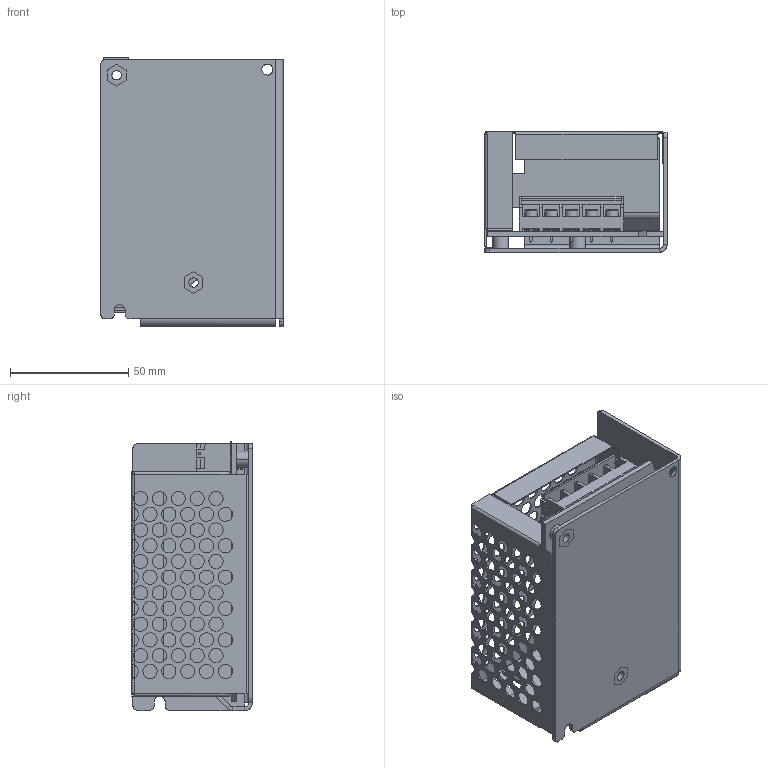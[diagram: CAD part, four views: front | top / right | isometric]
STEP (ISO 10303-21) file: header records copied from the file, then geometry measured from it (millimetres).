
FILE_DESCRIPTION(('FreeCAD Model'),'2;1');
FILE_NAME('Open CASCADE Shape Model','2025-04-30T08:41:01',('FreeCAD'),( 'FreeCAD'),'Open CASCADE STEP processor 7.6','FreeCAD','Unknown');
FILE_SCHEMA(('AUTOMOTIVE_DESIGN { 1 0 10303 214 1 1 1 1 }'));
Length unit declared in the file: millimetre
Products named in the file (1): Open CASCADE STEP translator 7.6 1
Bounding box: 77.16 x 51.08 x 113.93 mm (x, y, z)
Volume: 55634.3 mm3; surface area: 80992.2 mm2
Topology: 6 solids, 6 shells, 930 faces, 2580 edges, 1662 vertices
Faces by surface type: bspline 930
Entity records: 31009 total; most frequent: CARTESIAN_POINT 15937, ORIENTED_EDGE 5160, EDGE_CURVE 2580, B_SPLINE_CURVE_WITH_KNOTS 1688, VERTEX_POINT 1662, FACE_BOUND 1276, EDGE_LOOP 1276, ADVANCED_FACE 930
